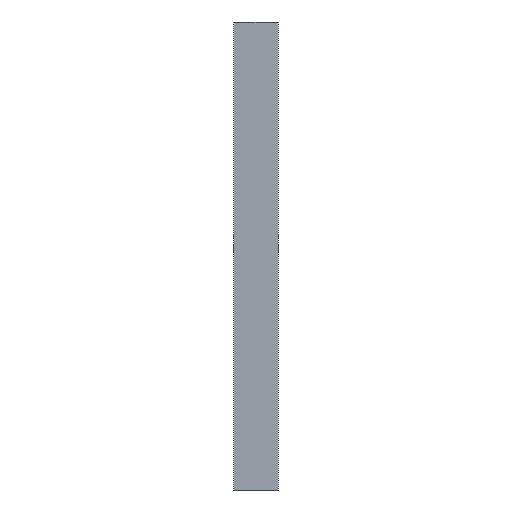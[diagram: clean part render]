
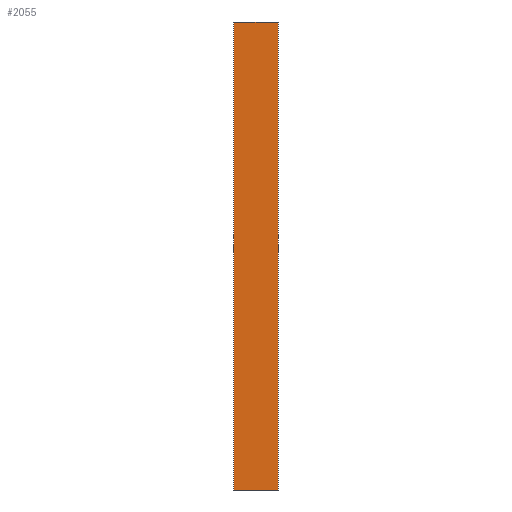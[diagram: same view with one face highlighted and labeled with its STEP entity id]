
A CAD part, front view. The second image highlights one B-rep face of the part: STEP entity #2055.
In plain terms, the highlighted planar face has unit normal (0, -1, 0).
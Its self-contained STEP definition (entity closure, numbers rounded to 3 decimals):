
#1495=DIRECTION('',(1.,0.,0.));
#1496=VECTOR('',#1495,190.);
#1497=CARTESIAN_POINT('',(-95.,0.,0.));
#1498=LINE('',#1497,#1496);
#1567=DIRECTION('',(0.,0.,-1.));
#1568=VECTOR('',#1567,2000.);
#1569=CARTESIAN_POINT('',(-95.,0.,0.));
#1570=LINE('',#1569,#1568);
#1571=DIRECTION('',(0.,0.,-1.));
#1572=VECTOR('',#1571,2000.);
#1573=CARTESIAN_POINT('',(95.,0.,0.));
#1574=LINE('',#1573,#1572);
#1663=DIRECTION('',(1.,0.,0.));
#1664=VECTOR('',#1663,190.);
#1665=CARTESIAN_POINT('',(-95.,0.,-2000.));
#1666=LINE('',#1665,#1664);
#1763=CARTESIAN_POINT('',(-95.,0.,0.));
#1764=CARTESIAN_POINT('',(95.,0.,0.));
#1765=VERTEX_POINT('',#1763);
#1766=VERTEX_POINT('',#1764);
#1787=CARTESIAN_POINT('',(-95.,0.,-2000.));
#1788=CARTESIAN_POINT('',(95.,0.,-2000.));
#1789=VERTEX_POINT('',#1787);
#1790=VERTEX_POINT('',#1788);
#2042=CARTESIAN_POINT('',(-95.,0.,0.));
#2043=DIRECTION('',(0.,-1.,0.));
#2044=DIRECTION('',(1.,0.,0.));
#2045=AXIS2_PLACEMENT_3D('',#2042,#2043,#2044);
#2046=PLANE('',#2045);
#2047=ORIENTED_EDGE('',*,*,#1894,.T.);
#2049=ORIENTED_EDGE('',*,*,#2048,.T.);
#2051=ORIENTED_EDGE('',*,*,#2050,.F.);
#2052=ORIENTED_EDGE('',*,*,#2034,.F.);
#2053=EDGE_LOOP('',(#2047,#2049,#2051,#2052));
#2054=FACE_OUTER_BOUND('',#2053,.F.);
#1894=EDGE_CURVE('',#1765,#1766,#1498,.T.);
#2034=EDGE_CURVE('',#1765,#1789,#1570,.T.);
#2048=EDGE_CURVE('',#1766,#1790,#1574,.T.);
#2050=EDGE_CURVE('',#1789,#1790,#1666,.T.);
#2055=ADVANCED_FACE('',(#2054),#2046,.T.);
